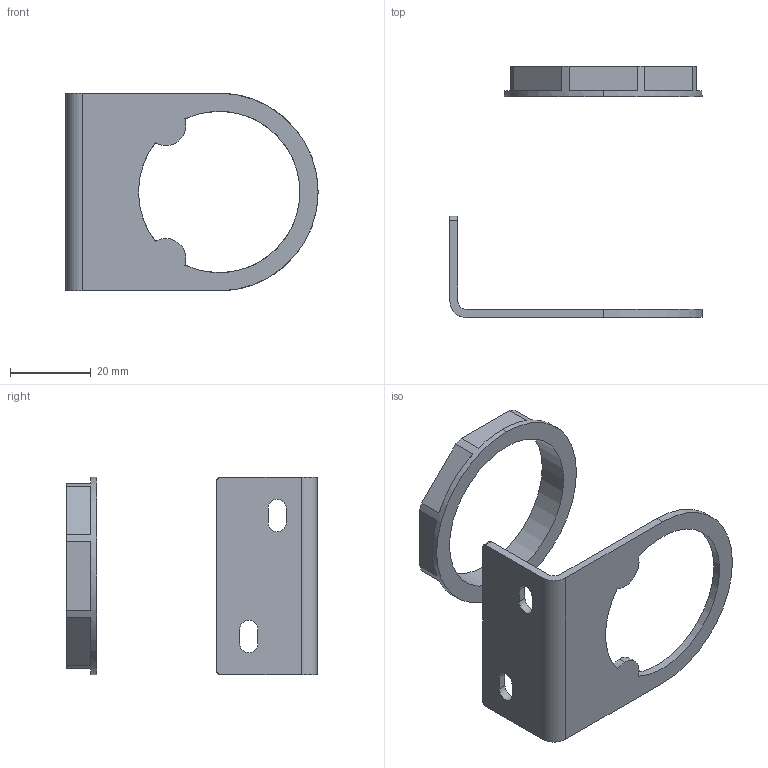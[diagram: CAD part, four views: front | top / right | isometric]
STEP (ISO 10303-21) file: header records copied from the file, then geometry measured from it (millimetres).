
FILE_DESCRIPTION (( 'STEP AP214' ), '1' );
FILE_NAME ('Norgren-74316-50.STEP', '2020-09-11T07:08:06', ( '' ), ( '' ), 'SwSTEP 2.0', 'SolidWorks 2020', '' );
FILE_SCHEMA (( 'AUTOMOTIVE_DESIGN' ));
Length unit declared in the file: millimetre
Products named in the file (4): 74316-50; Norgren-74316-50; 4248-89
Assembly tree (3 placements, depth 3):
  Norgren-74316-50
    74316-50
      74316-50
      4248-89
Bounding box: 62.5 x 62.19 x 49 mm (x, y, z)
Volume: 9103.3 mm3; surface area: 9374.6 mm2
Topology: 2 solids, 2 shells, 51 faces, 141 edges, 94 vertices
Faces by surface type: plane 29, cylinder 22
Entity records: 2368 total; most frequent: DIRECTION 317, CARTESIAN_POINT 293, ORIENTED_EDGE 282, EDGE_CURVE 141, AXIS2_PLACEMENT_3D 118, VERTEX_POINT 94, VECTOR 81, LINE 81
